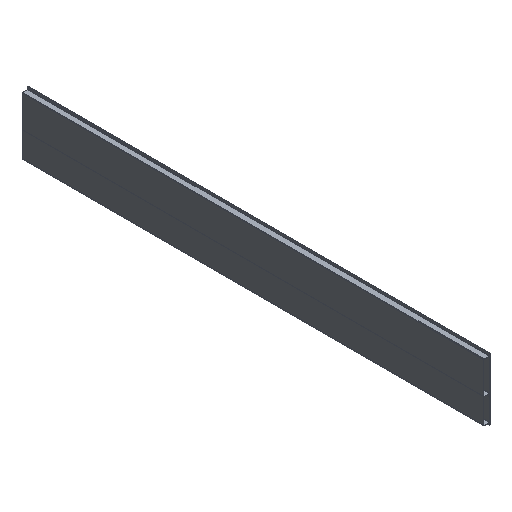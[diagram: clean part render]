
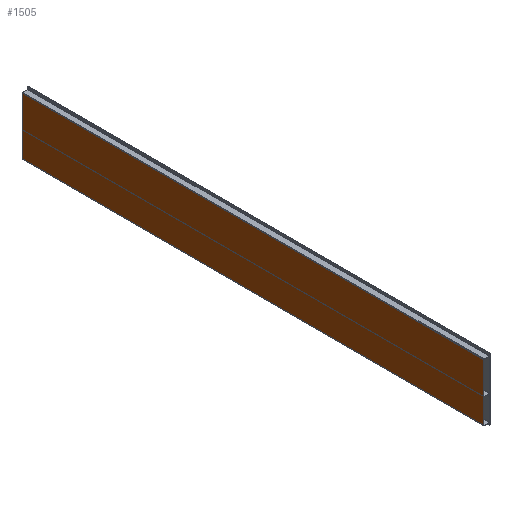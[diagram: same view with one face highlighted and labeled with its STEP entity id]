
A CAD part, isometric view. The second image highlights one B-rep face of the part: STEP entity #1505.
In plain terms, the highlighted face is planar.
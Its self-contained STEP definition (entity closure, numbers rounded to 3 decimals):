
#17 = PLANE ( 'NONE',  #752 ) ;
#102 = ORIENTED_EDGE ( 'NONE', *, *, #1876, .T. ) ;
#113 = ORIENTED_EDGE ( 'NONE', *, *, #1933, .F. ) ;
#273 = VECTOR ( 'NONE', #1585, 1000. ) ;
#297 = VERTEX_POINT ( 'NONE', #1579 ) ;
#352 = CARTESIAN_POINT ( 'NONE',  ( -125., 26., -1000. ) ) ;
#380 = DIRECTION ( 'NONE',  ( 1., 0., 0. ) ) ;
#381 = LINE ( 'NONE', #352, #273 ) ;
#385 = VECTOR ( 'NONE', #1880, 1000. ) ;
#392 = DIRECTION ( 'NONE',  ( 0., 0., -1. ) ) ;
#454 = EDGE_CURVE ( 'NONE', #1430, #867, #1113, .T. ) ;
#469 = VECTOR ( 'NONE', #392, 1000. ) ;
#487 = CARTESIAN_POINT ( 'NONE',  ( -123., 26., 1000. ) ) ;
#622 = EDGE_LOOP ( 'NONE', ( #113, #2019, #850, #102 ) ) ;
#658 = DIRECTION ( 'NONE',  ( 0., 0., 1. ) ) ;
#752 = AXIS2_PLACEMENT_3D ( 'NONE', #1601, #955, #658 ) ;
#850 = ORIENTED_EDGE ( 'NONE', *, *, #1067, .T. ) ;
#867 = VERTEX_POINT ( 'NONE', #1145 ) ;
#955 = DIRECTION ( 'NONE',  ( 0., 1., 0. ) ) ;
#992 = FACE_OUTER_BOUND ( 'NONE', #622, .T. ) ;
#1049 = VERTEX_POINT ( 'NONE', #1153 ) ;
#1067 = EDGE_CURVE ( 'NONE', #1430, #297, #1731, .T. ) ;
#1086 = CARTESIAN_POINT ( 'NONE',  ( -123., 26., 1000. ) ) ;
#1113 = LINE ( 'NONE', #1086, #385 ) ;
#1145 = CARTESIAN_POINT ( 'NONE',  ( -123., 26., -1000. ) ) ;
#1153 = CARTESIAN_POINT ( 'NONE',  ( 123., 26., -1000. ) ) ;
#1290 = CARTESIAN_POINT ( 'NONE',  ( 125., 26., 1000. ) ) ;
#1430 = VERTEX_POINT ( 'NONE', #487 ) ;
#1505 = ADVANCED_FACE ( 'NONE', ( #992 ), #17, .T. ) ;
#1568 = VECTOR ( 'NONE', #380, 1000. ) ;
#1579 = CARTESIAN_POINT ( 'NONE',  ( 123., 26., 1000. ) ) ;
#1585 = DIRECTION ( 'NONE',  ( 1., 0., 0. ) ) ;
#1601 = CARTESIAN_POINT ( 'NONE',  ( -125., 26., 1000. ) ) ;
#1605 = LINE ( 'NONE', #1755, #469 ) ;
#1731 = LINE ( 'NONE', #1290, #1568 ) ;
#1755 = CARTESIAN_POINT ( 'NONE',  ( 123., 26., 1000. ) ) ;
#1876 = EDGE_CURVE ( 'NONE', #297, #1049, #1605, .T. ) ;
#1880 = DIRECTION ( 'NONE',  ( 0., 0., -1. ) ) ;
#1933 = EDGE_CURVE ( 'NONE', #867, #1049, #381, .T. ) ;
#2019 = ORIENTED_EDGE ( 'NONE', *, *, #454, .F. ) ;
